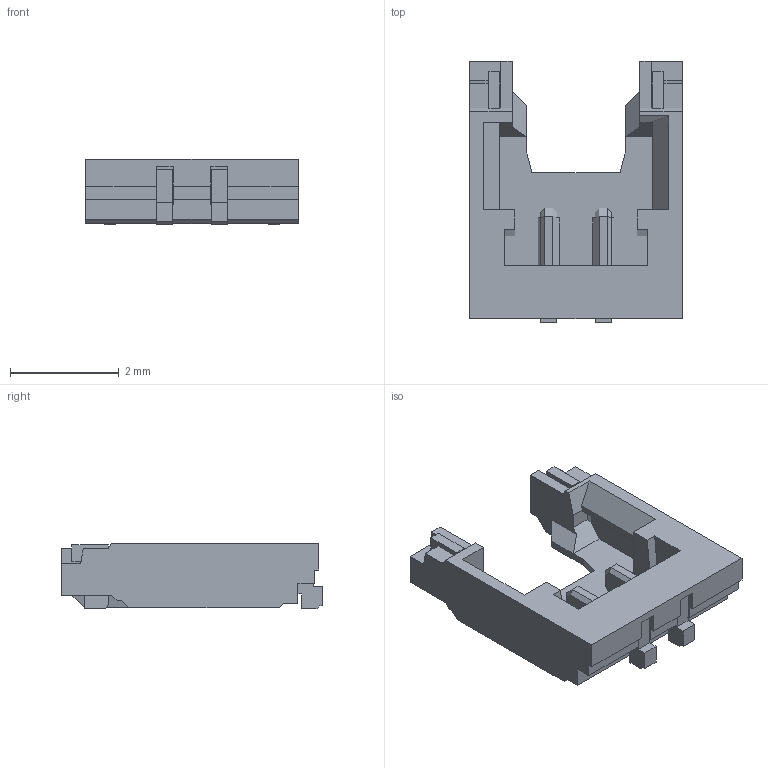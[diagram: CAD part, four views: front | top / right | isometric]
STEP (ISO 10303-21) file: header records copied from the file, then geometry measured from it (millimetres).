
FILE_DESCRIPTION(/* description */ (''),/* implementation_level */ '2;1');
FILE_NAME(/* name */ 'CON_2121340002.step',/* time_stamp */ '2023-07-07T00:30:55+02:00',/* author */ (''),/* organization */ (''),/* preprocessor_version */ 'ST-DEVELOPER v19.2',/* originating_system */ 'Autodesk Translation Framework v12.6.0.85',/* authorisation */ '');
FILE_SCHEMA (('AUTOMOTIVE_DESIGN { 1 0 10303 214 3 1 1 }'));
Length unit declared in the file: millimetre
Products named in the file (1): CON_2121340002
Bounding box: 3.9 x 4.79 x 1.2 mm (x, y, z)
Volume: 9.7 mm3; surface area: 68.6 mm2
Topology: 1 solids, 1 shells, 192 faces, 550 edges, 356 vertices
Faces by surface type: plane 186, cylinder 6
Entity records: 6278 total; most frequent: ORIENTED_EDGE 1100, CARTESIAN_POINT 1099, DIRECTION 948, EDGE_CURVE 550, LINE 538, VECTOR 538, VERTEX_POINT 356, AXIS2_PLACEMENT_3D 205
